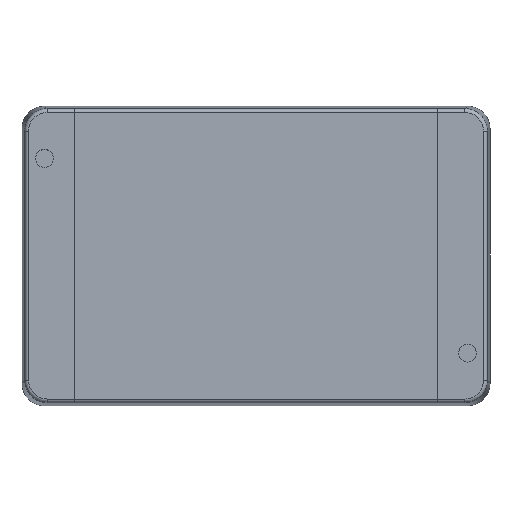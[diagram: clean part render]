
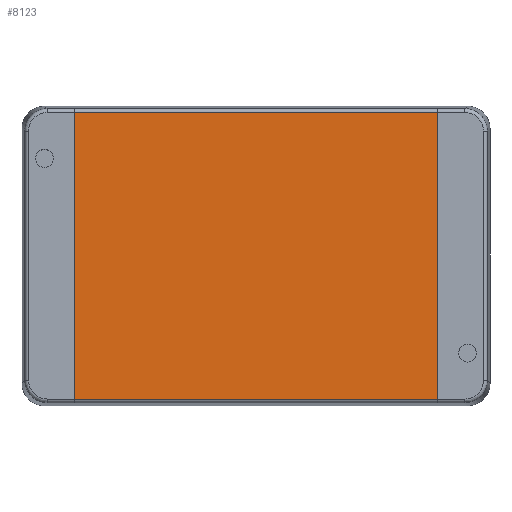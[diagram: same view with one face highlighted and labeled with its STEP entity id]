
A CAD part, top view. The second image highlights one B-rep face of the part: STEP entity #8123.
In plain terms, the highlighted face is planar.
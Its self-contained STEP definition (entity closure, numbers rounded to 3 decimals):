
#7506=CARTESIAN_POINT('',(64.172,32.908,0.05));
#7507=VERTEX_POINT('',#7506);
#7515=CARTESIAN_POINT('',(64.172,40.564,0.05));
#7516=VERTEX_POINT('',#7515);
#7517=CARTESIAN_POINT('',(64.172,40.564,0.05));
#7518=DIRECTION('',(0.0,-1.0,0.0));
#7519=VECTOR('',#7518,7.655);
#7520=LINE('',#7517,#7519);
#7521=EDGE_CURVE('',#7516,#7507,#7520,.T.);
#7933=CARTESIAN_POINT('',(54.472,40.564,0.05));
#7934=VERTEX_POINT('',#7933);
#7951=CARTESIAN_POINT('',(64.172,40.564,0.05));
#7952=DIRECTION('',(-1.0,0.0,0.0));
#7953=VECTOR('',#7952,9.7);
#7954=LINE('',#7951,#7953);
#7955=EDGE_CURVE('',#7516,#7934,#7954,.T.);
#8000=CARTESIAN_POINT('',(54.472,32.908,0.05));
#8001=VERTEX_POINT('',#8000);
#8009=CARTESIAN_POINT('',(54.472,32.908,0.05));
#8010=DIRECTION('',(1.0,0.0,0.0));
#8011=VECTOR('',#8010,9.7);
#8012=LINE('',#8009,#8011);
#8013=EDGE_CURVE('',#8001,#7507,#8012,.T.);
#8107=CARTESIAN_POINT('',(59.322,36.736,0.05));
#8108=DIRECTION('',(0.0,0.0,1.0));
#8109=DIRECTION('',(1.0,0.0,0.0));
#8110=AXIS2_PLACEMENT_3D('',#8107,#8108,#8109);
#8111=PLANE('',#8110);
#8112=ORIENTED_EDGE('',*,*,#7955,.F.);
#8113=ORIENTED_EDGE('',*,*,#7521,.T.);
#8114=ORIENTED_EDGE('',*,*,#8013,.F.);
#8115=CARTESIAN_POINT('',(54.472,32.908,0.05));
#8116=DIRECTION('',(0.0,1.0,0.0));
#8117=VECTOR('',#8116,7.655);
#8118=LINE('',#8115,#8117);
#8119=EDGE_CURVE('',#8001,#7934,#8118,.T.);
#8120=ORIENTED_EDGE('',*,*,#8119,.T.);
#8121=EDGE_LOOP('',(#8112,#8113,#8114,#8120));
#8122=FACE_OUTER_BOUND('',#8121,.T.);
#8123=ADVANCED_FACE('',(#8122),#8111,.F.);
